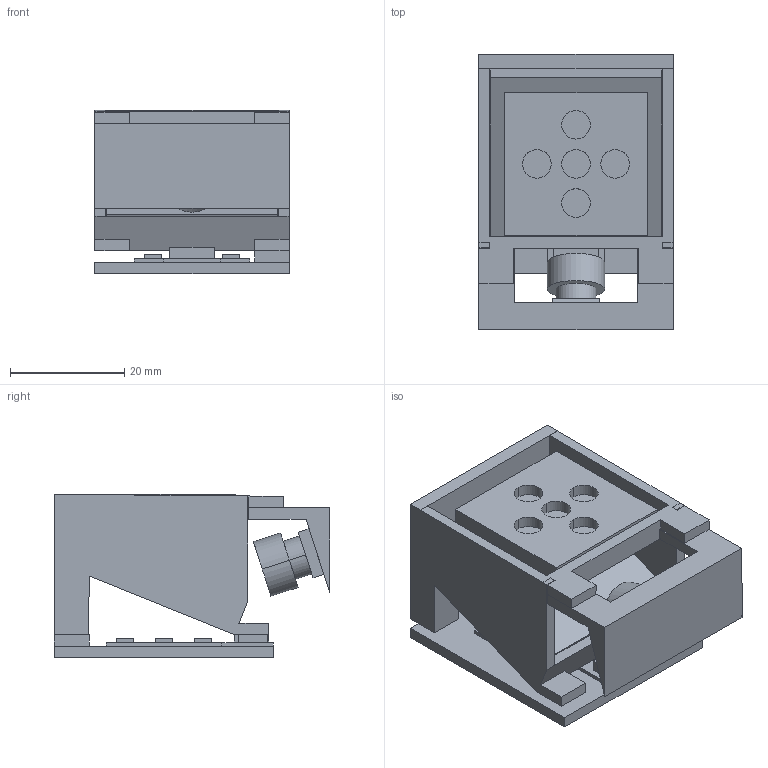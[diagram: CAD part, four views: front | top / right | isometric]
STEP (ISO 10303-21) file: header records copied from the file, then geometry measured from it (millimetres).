
FILE_DESCRIPTION (( 'STEP AP214' ), '1' );
FILE_NAME ('0730assemble.STEP', '2025-07-30T01:29:42', ( '' ), ( '' ), 'SwSTEP 2.0', 'SolidWorks 2024', '' );
FILE_SCHEMA (( 'AUTOMOTIVE_DESIGN' ));
Length unit declared in the file: millimetre
Products named in the file (9): shell; mirror30x30; backplate; elasticlayer_down; camera; elasticlayer25x25; cameraholder; hallpcb; 0730assemble
Assembly tree (8 placements, depth 2):
  0730assemble
    hallpcb
    elasticlayer25x25
    elasticlayer_down
    mirror30x30
    shell
    camera
    backplate
    cameraholder
Bounding box: 34 x 48.22 x 28.59 mm (x, y, z)
Volume: 19174.8 mm3; surface area: 18970.8 mm2
Topology: 14 solids, 14 shells, 180 faces, 423 edges, 276 vertices
Faces by surface type: plane 150, cylinder 22, cone 8
Entity records: 5435 total; most frequent: CARTESIAN_POINT 890, DIRECTION 857, ORIENTED_EDGE 846, EDGE_CURVE 423, LINE 371, VECTOR 371, VERTEX_POINT 276, AXIS2_PLACEMENT_3D 243
